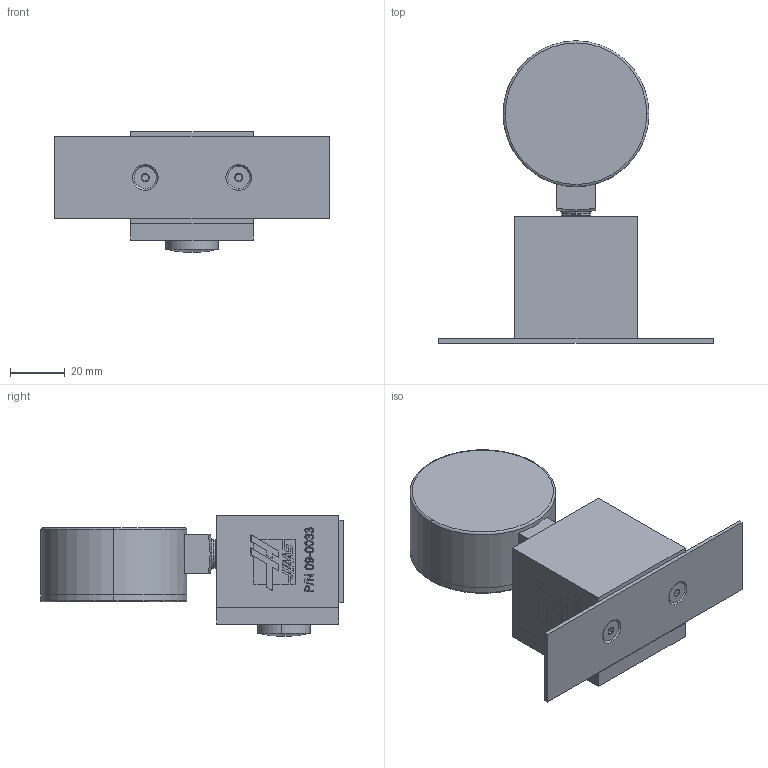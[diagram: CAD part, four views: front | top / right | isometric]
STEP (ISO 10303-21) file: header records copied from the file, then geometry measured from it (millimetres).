
FILE_DESCRIPTION (( 'STEP AP203' ), '1' );
FILE_NAME ('09-0033.STEP', '2025-08-05T22:05:12', ( '' ), ( '' ), 'SwSTEP 2.0', 'SolidWorks 2023', '' );
FILE_SCHEMA (( 'CONFIG_CONTROL_DESIGN' ));
Length unit declared in the file: inch
Products named in the file (9): 10000192753; 10000192758_3846K422; 10000192759_91290A144; 10000192754; 10000192756_91294A188; 10000192752; 10000192757_9691K118; 09-0033; 10000192751
Assembly tree (12 placements, depth 2):
  09-0033
    10000192754
    10000192752
    10000192753
    10000192758_3846K422
    10000192759_91290A144  x4
    10000192757_9691K118
    10000192751
    10000192756_91294A188  x2
Bounding box: 100 x 109.98 x 44.02 mm (x, y, z)
Volume: 132593.7 mm3; surface area: 45724.6 mm2
Topology: 13 solids, 13 shells, 578 faces, 1351 edges, 842 vertices
Faces by surface type: plane 242, cone 131, cylinder 94, bspline 87, torus 22, sphere 2
Entity records: 28793 total; most frequent: CARTESIAN_POINT 17010, ORIENTED_EDGE 2306, DIRECTION 1984, EDGE_CURVE 1153, VERTEX_POINT 740, AXIS2_PLACEMENT_3D 668, LINE 648, VECTOR 648
